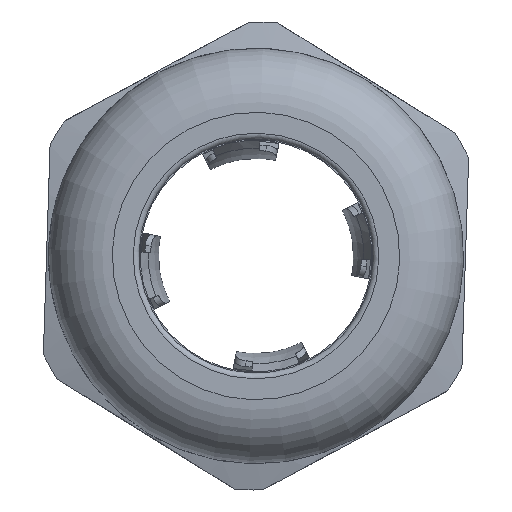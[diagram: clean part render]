
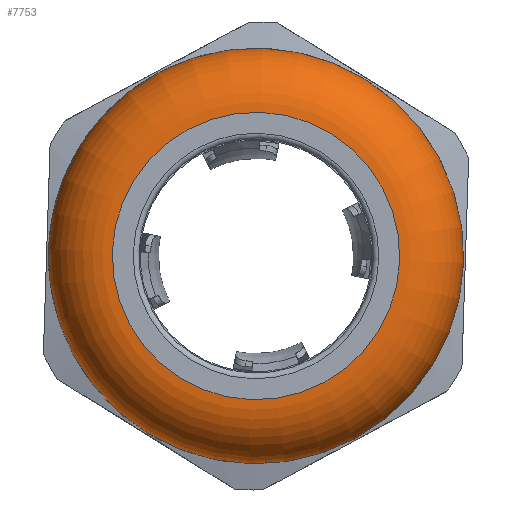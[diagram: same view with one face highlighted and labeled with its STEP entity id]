
A CAD part, left-side view. The second image highlights one B-rep face of the part: STEP entity #7753.
In plain terms, the highlighted toroidal (fillet/blend) face has major radius 7.55 mm and minor radius 3.36 mm.
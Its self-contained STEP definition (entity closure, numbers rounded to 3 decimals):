
#187=FACE_BOUND('',#2581,.T.);
#2113=FACE_OUTER_BOUND('',#2580,.T.);
#2580=EDGE_LOOP('',(#4590));
#2581=EDGE_LOOP('',(#4591));
#4590=ORIENTED_EDGE('',*,*,#5958,.T.);
#4591=ORIENTED_EDGE('',*,*,#5960,.F.);
#5958=EDGE_CURVE('',#6810,#6810,#7303,.T.);
#5960=EDGE_CURVE('',#6812,#6812,#7305,.T.);
#6810=VERTEX_POINT('',#15813);
#6812=VERTEX_POINT('',#15820);
#7303=CIRCLE('',#8620,7.55);
#7305=CIRCLE('',#8625,10.91);
#7407=TOROIDAL_SURFACE('',#8624,7.55,3.36);
#7753=ADVANCED_FACE('',(#2113,#187),#7407,.T.);
#8620=AXIS2_PLACEMENT_3D('',#15814,#10611,#10612);
#8624=AXIS2_PLACEMENT_3D('',#15819,#10619,#10620);
#8625=AXIS2_PLACEMENT_3D('',#15821,#10621,#10622);
#10611=DIRECTION('center_axis',(1.,0.,0.));
#10612=DIRECTION('ref_axis',(0.,0.,-1.));
#10619=DIRECTION('center_axis',(1.,0.,0.));
#10620=DIRECTION('ref_axis',(0.,0.,-1.));
#10621=DIRECTION('center_axis',(1.,0.,0.));
#10622=DIRECTION('ref_axis',(0.,0.,-1.));
#15813=CARTESIAN_POINT('',(-18.89,7.55,0.));
#15814=CARTESIAN_POINT('Origin',(-18.89,0.,0.));
#15819=CARTESIAN_POINT('Origin',(-15.53,0.,0.));
#15820=CARTESIAN_POINT('',(-15.53,10.91,0.));
#15821=CARTESIAN_POINT('Origin',(-15.53,0.,0.));
